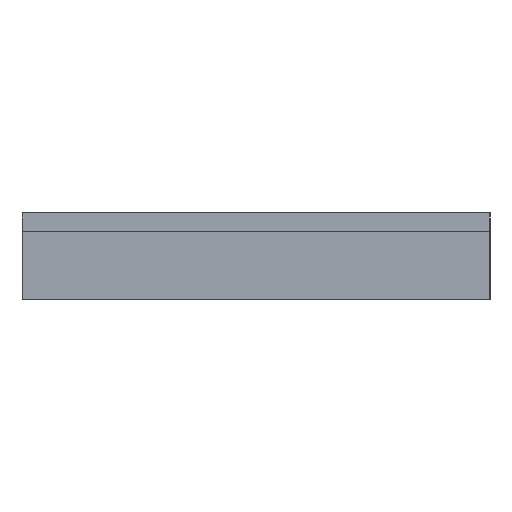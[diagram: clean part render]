
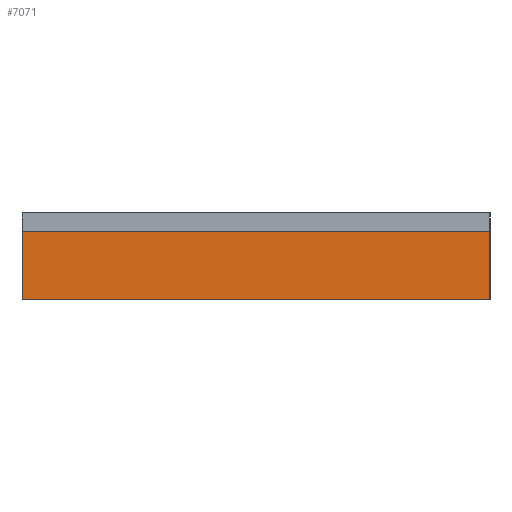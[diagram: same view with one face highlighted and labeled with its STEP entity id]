
A CAD part, left-side view. The second image highlights one B-rep face of the part: STEP entity #7071.
In plain terms, the highlighted planar face has unit normal (-1, 0, 0).
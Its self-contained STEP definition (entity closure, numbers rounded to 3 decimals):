
#329 = DIRECTION ( 'NONE',  ( 0., -1., 0. ) ) ;
#647 = VERTEX_POINT ( 'NONE', #9692 ) ;
#915 = CARTESIAN_POINT ( 'NONE',  ( -3.25, -3.25, 0.95 ) ) ;
#921 = VERTEX_POINT ( 'NONE', #11070 ) ;
#1015 = LINE ( 'NONE', #10971, #11305 ) ;
#1933 = DIRECTION ( 'NONE',  ( 0., 0., -1. ) ) ;
#2650 = CARTESIAN_POINT ( 'NONE',  ( -3.25, 3.25, 0. ) ) ;
#2835 = DIRECTION ( 'NONE',  ( 1., 0., 0. ) ) ;
#3043 = ORIENTED_EDGE ( 'NONE', *, *, #8096, .T. ) ;
#3300 = VECTOR ( 'NONE', #329, 1000. ) ;
#3423 = AXIS2_PLACEMENT_3D ( 'NONE', #11865, #2835, #3766 ) ;
#3766 = DIRECTION ( 'NONE',  ( 0., 1., 0. ) ) ;
#4109 = ORIENTED_EDGE ( 'NONE', *, *, #8195, .F. ) ;
#4624 = EDGE_CURVE ( 'NONE', #10577, #647, #7738, .T. ) ;
#5044 = DIRECTION ( 'NONE',  ( 0., 0., -1. ) ) ;
#5597 = CARTESIAN_POINT ( 'NONE',  ( -3.25, 3.25, 0.95 ) ) ;
#5641 = EDGE_LOOP ( 'NONE', ( #12281, #6519, #4109, #3043 ) ) ;
#6519 = ORIENTED_EDGE ( 'NONE', *, *, #12216, .F. ) ;
#6958 = PLANE ( 'NONE',  #3423 ) ;
#7071 = ADVANCED_FACE ( 'NONE', ( #11797 ), #6958, .F. ) ;
#7738 = LINE ( 'NONE', #2650, #12290 ) ;
#8096 = EDGE_CURVE ( 'NONE', #12788, #10577, #1015, .T. ) ;
#8195 = EDGE_CURVE ( 'NONE', #12788, #921, #8417, .T. ) ;
#8417 = LINE ( 'NONE', #12526, #3300 ) ;
#9582 = CARTESIAN_POINT ( 'NONE',  ( -3.25, 3.25, 0. ) ) ;
#9692 = CARTESIAN_POINT ( 'NONE',  ( -3.25, -3.25, 0. ) ) ;
#10577 = VERTEX_POINT ( 'NONE', #9582 ) ;
#10695 = DIRECTION ( 'NONE',  ( 0., -1., 0. ) ) ;
#10971 = CARTESIAN_POINT ( 'NONE',  ( -3.25, 3.25, 0.95 ) ) ;
#11070 = CARTESIAN_POINT ( 'NONE',  ( -3.25, -3.25, 0.95 ) ) ;
#11305 = VECTOR ( 'NONE', #1933, 1000. ) ;
#11797 = FACE_OUTER_BOUND ( 'NONE', #5641, .T. ) ;
#11865 = CARTESIAN_POINT ( 'NONE',  ( -3.25, 3.25, 0.95 ) ) ;
#12041 = LINE ( 'NONE', #915, #12235 ) ;
#12216 = EDGE_CURVE ( 'NONE', #921, #647, #12041, .T. ) ;
#12235 = VECTOR ( 'NONE', #5044, 1000. ) ;
#12281 = ORIENTED_EDGE ( 'NONE', *, *, #4624, .T. ) ;
#12290 = VECTOR ( 'NONE', #10695, 1000. ) ;
#12526 = CARTESIAN_POINT ( 'NONE',  ( -3.25, 3.25, 0.95 ) ) ;
#12788 = VERTEX_POINT ( 'NONE', #5597 ) ;
